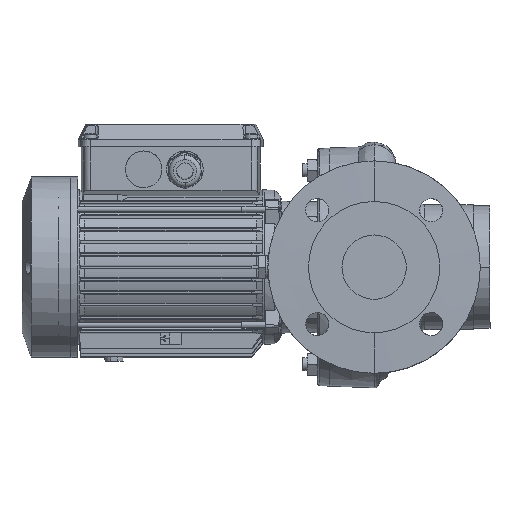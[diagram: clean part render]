
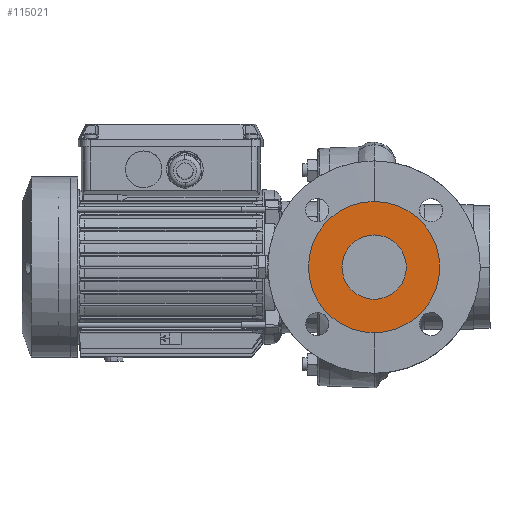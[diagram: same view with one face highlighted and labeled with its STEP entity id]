
A CAD part, left-side view. The second image highlights one B-rep face of the part: STEP entity #115021.
In plain terms, the highlighted planar face has unit normal (-1, 0, 0).
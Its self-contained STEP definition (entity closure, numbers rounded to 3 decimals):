
#6351 = AXIS2_PLACEMENT_3D ( 'NONE', #152259, #129748, #81759 ) ;
#19084 = VERTEX_POINT ( 'NONE', #35657 ) ;
#20976 = DIRECTION ( 'NONE',  ( 1., 0., 0. ) ) ;
#27223 = DIRECTION ( 'NONE',  ( 0., -1., 0. ) ) ;
#33048 = EDGE_CURVE ( 'NONE', #147558, #64690, #122615, .T. ) ;
#34134 = DIRECTION ( 'NONE',  ( 0., 0., 1. ) ) ;
#35657 = CARTESIAN_POINT ( 'NONE',  ( -160., 25., 0. ) ) ;
#38527 = DIRECTION ( 'NONE',  ( 0., 0., 1. ) ) ;
#44100 = CIRCLE ( 'NONE', #54053, 25. ) ;
#44120 = EDGE_CURVE ( 'NONE', #19084, #141721, #112122, .T. ) ;
#51259 = DIRECTION ( 'NONE',  ( 1., 0., 0. ) ) ;
#54053 = AXIS2_PLACEMENT_3D ( 'NONE', #138644, #20976, #34134 ) ;
#56810 = CIRCLE ( 'NONE', #143308, 51. ) ;
#59582 = ORIENTED_EDGE ( 'NONE', *, *, #133167, .T. ) ;
#63453 = EDGE_CURVE ( 'NONE', #64690, #147558, #56810, .T. ) ;
#64690 = VERTEX_POINT ( 'NONE', #110301 ) ;
#80133 = ORIENTED_EDGE ( 'NONE', *, *, #63453, .T. ) ;
#80531 = ORIENTED_EDGE ( 'NONE', *, *, #44120, .T. ) ;
#81759 = DIRECTION ( 'NONE',  ( 0., 0., 1. ) ) ;
#86324 = DIRECTION ( 'NONE',  ( 0., 0., 1. ) ) ;
#87230 = DIRECTION ( 'NONE',  ( -1., 0., 0. ) ) ;
#88611 = ORIENTED_EDGE ( 'NONE', *, *, #33048, .T. ) ;
#96156 = PLANE ( 'NONE',  #149157 ) ;
#110301 = CARTESIAN_POINT ( 'NONE',  ( -160., -51., 0. ) ) ;
#111177 = EDGE_LOOP ( 'NONE', ( #59582, #80531 ) ) ;
#112122 = CIRCLE ( 'NONE', #141739, 25. ) ;
#115021 = ADVANCED_FACE ( 'NONE', ( #134818, #132554 ), #96156, .F. ) ;
#119653 = CARTESIAN_POINT ( 'NONE',  ( -160., 0., 0. ) ) ;
#122615 = CIRCLE ( 'NONE', #6351, 51. ) ;
#125279 = CARTESIAN_POINT ( 'NONE',  ( -160., 51., 0. ) ) ;
#129748 = DIRECTION ( 'NONE',  ( -1., 0., 0. ) ) ;
#132554 = FACE_OUTER_BOUND ( 'NONE', #135885, .T. ) ;
#133167 = EDGE_CURVE ( 'NONE', #141721, #19084, #44100, .T. ) ;
#133299 = CARTESIAN_POINT ( 'NONE',  ( -160., -52.6, -52.6 ) ) ;
#134818 = FACE_BOUND ( 'NONE', #111177, .T. ) ;
#135885 = EDGE_LOOP ( 'NONE', ( #80133, #88611 ) ) ;
#138644 = CARTESIAN_POINT ( 'NONE',  ( -160., 0., 0. ) ) ;
#140554 = CARTESIAN_POINT ( 'NONE',  ( -160., -25., 0. ) ) ;
#141721 = VERTEX_POINT ( 'NONE', #140554 ) ;
#141739 = AXIS2_PLACEMENT_3D ( 'NONE', #119653, #146693, #86324 ) ;
#143061 = CARTESIAN_POINT ( 'NONE',  ( -160., 0., 0. ) ) ;
#143308 = AXIS2_PLACEMENT_3D ( 'NONE', #143061, #87230, #38527 ) ;
#146693 = DIRECTION ( 'NONE',  ( 1., 0., 0. ) ) ;
#147558 = VERTEX_POINT ( 'NONE', #125279 ) ;
#149157 = AXIS2_PLACEMENT_3D ( 'NONE', #133299, #51259, #27223 ) ;
#152259 = CARTESIAN_POINT ( 'NONE',  ( -160., 0., 0. ) ) ;
